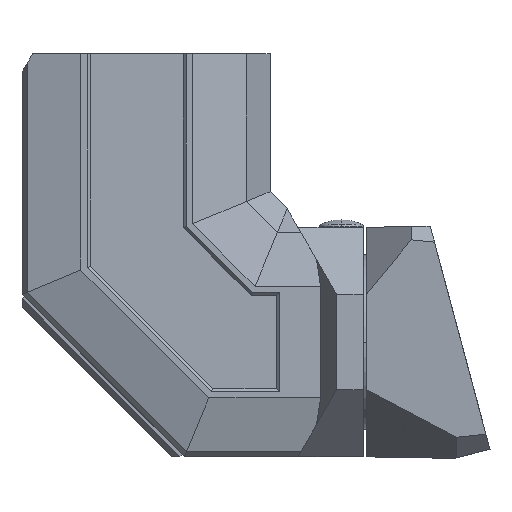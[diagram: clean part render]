
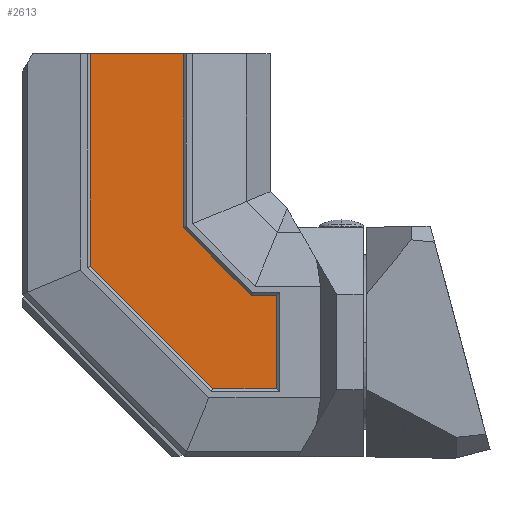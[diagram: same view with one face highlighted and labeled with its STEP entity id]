
A CAD part, left-side view. The second image highlights one B-rep face of the part: STEP entity #2613.
In plain terms, the highlighted planar face has unit normal (-1, 0, 0).
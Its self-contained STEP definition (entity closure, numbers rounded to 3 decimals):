
#178=DIRECTION('',(0.,0.,-1.));
#179=VECTOR('',#178,30.);
#180=CARTESIAN_POINT('',(-27.,28.,15.));
#181=LINE('',#180,#179);
#185=DIRECTION('',(0.,1.,0.));
#186=VECTOR('',#185,20.525);
#187=CARTESIAN_POINT('',(-27.,28.,-15.));
#188=LINE('',#187,#186);
#192=DIRECTION('',(0.,0.707,0.707));
#193=VECTOR('',#192,55.826);
#194=CARTESIAN_POINT('',(-27.,48.525,-15.));
#195=LINE('',#194,#193);
#199=DIRECTION('',(0.,0.,1.));
#200=VECTOR('',#199,68.525);
#201=CARTESIAN_POINT('',(-27.,88.,24.475));
#202=LINE('',#201,#200);
#332=DIRECTION('',(0.,-1.,0.));
#333=VECTOR('',#332,30.);
#334=CARTESIAN_POINT('',(-27.,88.,93.));
#335=LINE('',#334,#333);
#2072=DIRECTION('',(0.,0.,1.));
#2073=VECTOR('',#2072,56.098);
#2074=CARTESIAN_POINT('',(-27.,58.,36.902));
#2075=LINE('',#2074,#2073);
#2086=DIRECTION('',(0.,0.707,0.707));
#2087=VECTOR('',#2086,30.974);
#2088=CARTESIAN_POINT('',(-27.,36.098,15.));
#2089=LINE('',#2088,#2087);
#2100=DIRECTION('',(0.,1.,0.));
#2101=VECTOR('',#2100,8.098);
#2102=CARTESIAN_POINT('',(-27.,28.,15.));
#2103=LINE('',#2102,#2101);
#2206=CARTESIAN_POINT('',(-27.,48.525,-15.));
#2208=VERTEX_POINT('',#2206);
#2209=CARTESIAN_POINT('',(-27.,36.098,15.));
#2211=VERTEX_POINT('',#2209);
#2222=CARTESIAN_POINT('',(-27.,88.,24.475));
#2224=VERTEX_POINT('',#2222);
#2225=CARTESIAN_POINT('',(-27.,58.,36.902));
#2227=VERTEX_POINT('',#2225);
#2237=CARTESIAN_POINT('',(-27.,88.,93.));
#2238=VERTEX_POINT('',#2237);
#2239=CARTESIAN_POINT('',(-27.,58.,93.));
#2240=VERTEX_POINT('',#2239);
#2359=CARTESIAN_POINT('',(-27.,28.,15.));
#2360=CARTESIAN_POINT('',(-27.,28.,-15.));
#2361=VERTEX_POINT('',#2359);
#2362=VERTEX_POINT('',#2360);
#2591=CARTESIAN_POINT('',(-27.,30.,15.));
#2592=DIRECTION('',(1.,0.,0.));
#2593=DIRECTION('',(0.,0.,-1.));
#2594=AXIS2_PLACEMENT_3D('',#2591,#2592,#2593);
#2595=PLANE('',#2594);
#2596=ORIENTED_EDGE('',*,*,#2581,.T.);
#2598=ORIENTED_EDGE('',*,*,#2597,.T.);
#2600=ORIENTED_EDGE('',*,*,#2599,.T.);
#2602=ORIENTED_EDGE('',*,*,#2601,.T.);
#2604=ORIENTED_EDGE('',*,*,#2603,.T.);
#2606=ORIENTED_EDGE('',*,*,#2605,.F.);
#2608=ORIENTED_EDGE('',*,*,#2607,.F.);
#2610=ORIENTED_EDGE('',*,*,#2609,.F.);
#2611=EDGE_LOOP('',(#2596,#2598,#2600,#2602,#2604,#2606,#2608,#2610));
#2612=FACE_OUTER_BOUND('',#2611,.F.);
#2613=ADVANCED_FACE('',(#2612),#2595,.F.);
#2581=EDGE_CURVE('',#2361,#2362,#181,.T.);
#2597=EDGE_CURVE('',#2362,#2208,#188,.T.);
#2599=EDGE_CURVE('',#2208,#2224,#195,.T.);
#2601=EDGE_CURVE('',#2224,#2238,#202,.T.);
#2603=EDGE_CURVE('',#2238,#2240,#335,.T.);
#2605=EDGE_CURVE('',#2227,#2240,#2075,.T.);
#2607=EDGE_CURVE('',#2211,#2227,#2089,.T.);
#2609=EDGE_CURVE('',#2361,#2211,#2103,.T.);
